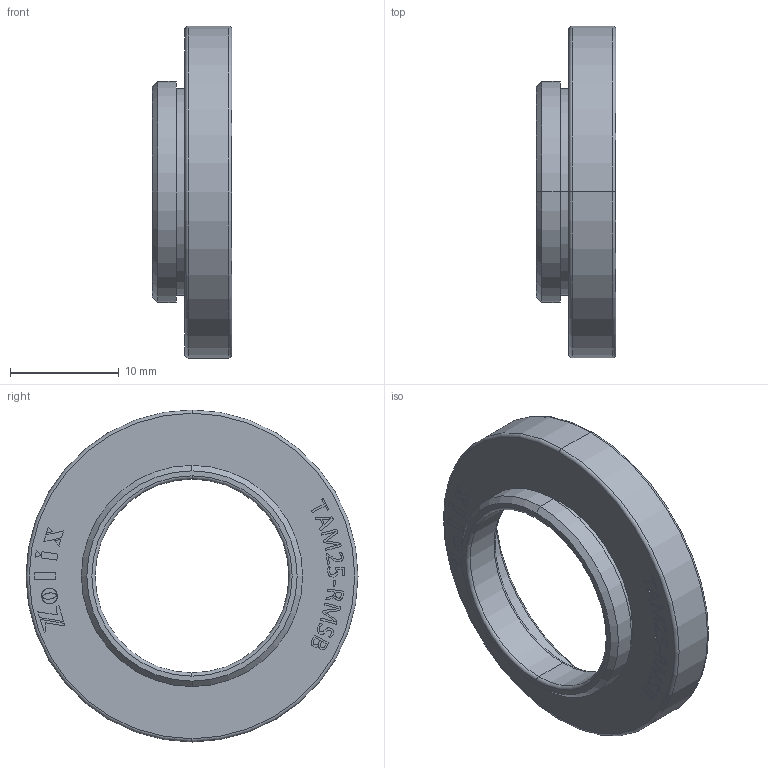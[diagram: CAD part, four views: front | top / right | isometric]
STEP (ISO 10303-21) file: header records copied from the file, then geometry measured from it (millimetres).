
FILE_DESCRIPTION (( 'STEP AP214' ), '1' );
FILE_NAME ('TAM25-RMSB.STEP', '2025-10-17T05:16:36', ( '' ), ( '' ), 'SwSTEP 2.0', 'SolidWorks 2020', '' );
FILE_SCHEMA (( 'AUTOMOTIVE_DESIGN' ));
Length unit declared in the file: millimetre
Products named in the file (1): TAM25-RMSB
Bounding box: 7.3 x 30.5 x 30.5 mm (x, y, z)
Volume: 1424.9 mm3; surface area: 2194.6 mm2
Topology: 1 solids, 1 shells, 368 faces, 1002 edges, 664 vertices
Faces by surface type: plane 237, bspline 107, cylinder 12, torus 8, cone 4
Entity records: 13936 total; most frequent: CARTESIAN_POINT 5734, ORIENTED_EDGE 2004, EDGE_CURVE 1002, DIRECTION 946, VERTEX_POINT 664, B_SPLINE_CURVE_WITH_KNOTS 624, EDGE_LOOP 398, FACE_OUTER_BOUND 368
